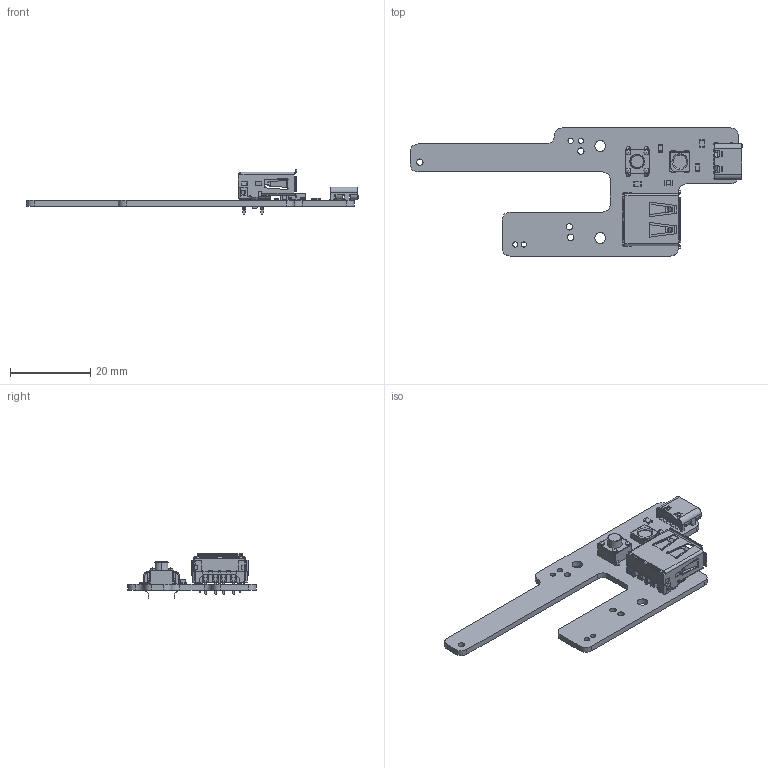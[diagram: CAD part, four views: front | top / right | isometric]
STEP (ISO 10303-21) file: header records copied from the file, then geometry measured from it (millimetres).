
FILE_DESCRIPTION(('KiCad electronic assembly'),'2;1');
FILE_NAME('conndom.step','2025-06-19T08:26:51',('Pcbnew'),('Kicad'), 'Open CASCADE STEP processor 7.8','KiCad to STEP converter','Unknown' );
FILE_SCHEMA(('AUTOMOTIVE_DESIGN { 1 0 10303 214 1 1 1 1 }'));
Length unit declared in the file: millimetre
Products named in the file (8): conndom 1; TS02-66-55-BK-260-LCR-D; UJC-HP2-3-SMT-TR; R_0805_2012Metric; C_0805_2012Metric; LED_SK6812_PLCC4_5.0x5.0mm_P3.2mm; UJ2-AH-4-TH; conndom_PCB
Assembly tree (10 placements, depth 2):
  conndom 1
    TS02-66-55-BK-260-LCR-D
    UJC-HP2-3-SMT-TR
    R_0805_2012Metric  x4
    C_0805_2012Metric
    LED_SK6812_PLCC4_5.0x5.0mm_P3.2mm
    UJ2-AH-4-TH
    conndom_PCB
Bounding box: 82.9 x 32 x 11 mm (x, y, z)
Volume: 2940.5 mm3; surface area: 6114.1 mm2
Topology: 15 solids, 15 shells, 1750 faces, 4894 edges, 3151 vertices
Faces by surface type: plane 1191, cylinder 473, bspline 61, cone 15, torus 6, sphere 4
Full cylindrical faces by diameter (mm): 0.9 x4, 1 x4, 1.3 x4, 1.6 x4, 2.3 x2, 2.7 x2, 3.333 x1
Entity records: 58687 total; most frequent: CARTESIAN_POINT 13346, ORIENTED_EDGE 9372, DIRECTION 8282, EDGE_CURVE 4686, LINE 3642, VECTOR 3642, VERTEX_POINT 3019, AXIS2_PLACEMENT_3D 2320
